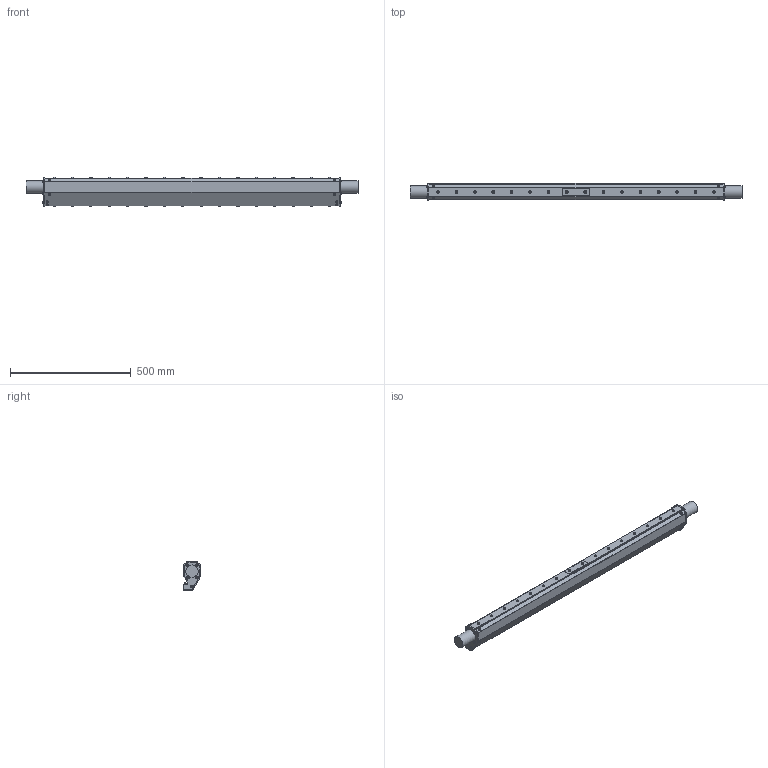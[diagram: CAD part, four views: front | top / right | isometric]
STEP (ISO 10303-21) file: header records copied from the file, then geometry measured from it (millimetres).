
FILE_DESCRIPTION(/* description */ (''),/* implementation_level */ '2;1');
FILE_NAME(/* name */ 'MA2Bxxxxxx048 DUMMY.stp',/* time_stamp */ '2018-02-13T14:03:19-05:00',/* author */ ('James'),/* organization */ (''),/* preprocessor_version */ 'ST-DEVELOPER v16.5',/* originating_system */ 'Autodesk Inventor 2017',/* authorisation */ '');
FILE_SCHEMA (('AUTOMOTIVE_DESIGN { 1 0 10303 214 3 1 1 }'));
Products named in the file (1): MA2Bxxxxxx048 DUMMY
Bounding box: 1376.38 x 71.12 x 122.73 mm (x, y, z)
Volume: 7445591.4 mm3; surface area: 468707.5 mm2
Topology: 1 solids, 1 shells, 1015 faces, 2241 edges, 1423 vertices
Faces by surface type: plane 424, cone 304, cylinder 201, sphere 38, bspline 32, torus 16
Full cylindrical faces by diameter (mm): 7.6 x4, 9 x36, 9.5 x18, 10.5 x16, 11 x34, 50.8 x2
Entity records: 63053 total; most frequent: CARTESIAN_POINT 42572, DIRECTION 4048, ORIENTED_EDGE 4044, EDGE_CURVE 2022, AXIS2_PLACEMENT_3D 1750, EDGE_LOOP 1352, VERTEX_POINT 1346, FACE_OUTER_BOUND 1015
